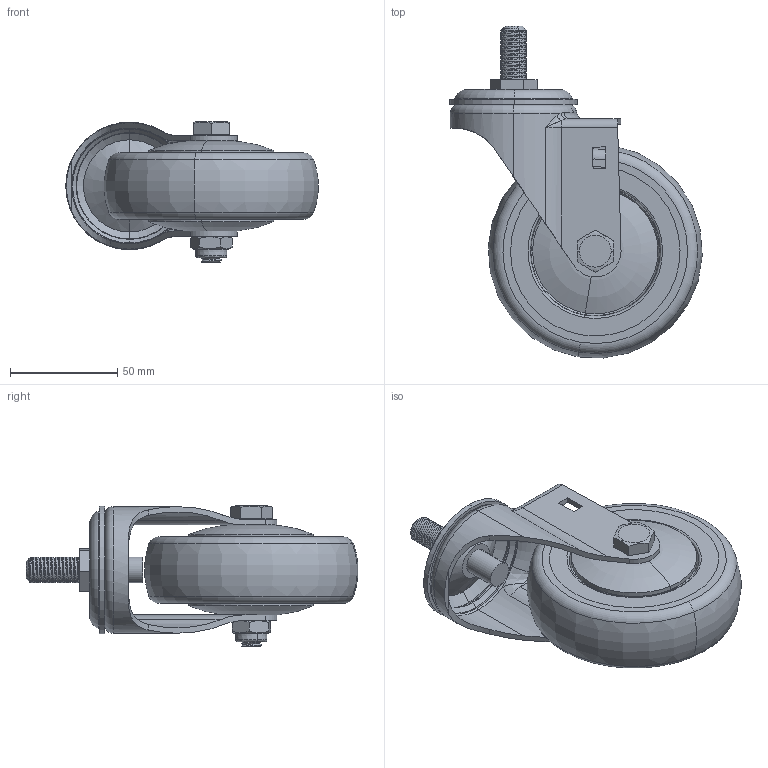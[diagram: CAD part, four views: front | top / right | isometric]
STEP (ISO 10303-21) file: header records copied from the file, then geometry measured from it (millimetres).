
FILE_DESCRIPTION (( 'STEP AP203' ), '1' );
FILE_NAME ('11390400175013.STEP', '2025-04-17T11:38:10', ( '20241006' ), ( '' ), 'SwSTEP 2.0', 'SolidWorks 2021', '' );
FILE_SCHEMA (( 'CONFIG_CONTROL_DESIGN' ));
Length unit declared in the file: millimetre
Products named in the file (7): 50__________A_O.STEP^11390400455053.STEP; _____P__A_O.STEP^11390400455053.STEP; ^11390400455053.STEP; 11390400175013; ____2__A_O.STEP^11390400455053.STEP; ____M10__A_O.STEP^11390400455053.STEP; M12x29佪諶
Assembly tree (6 placements, depth 2):
  11390400175013
    ____2__A_O.STEP^11390400455053.STEP
    _____P__A_O.STEP^11390400455053.STEP
    50__________A_O.STEP^11390400455053.STEP
    ____M10__A_O.STEP^11390400455053.STEP
    ^11390400455053.STEP
    M12x29佪諶
Bounding box: 117.71 x 154.77 x 65.27 mm (x, y, z)
Volume: 258572.6 mm3; surface area: 70903.6 mm2
Topology: 6 solids, 6 shells, 302 faces, 731 edges, 455 vertices
Faces by surface type: plane 110, cylinder 85, torus 44, cone 42, bspline 21
Entity records: 14487 total; most frequent: CARTESIAN_POINT 6917, ORIENTED_EDGE 1458, DIRECTION 1422, EDGE_CURVE 729, AXIS2_PLACEMENT_3D 547, VERTEX_POINT 455, EDGE_LOOP 332, VECTOR 328
